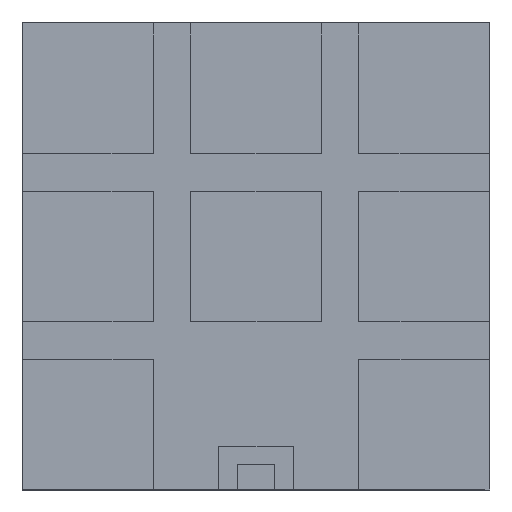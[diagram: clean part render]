
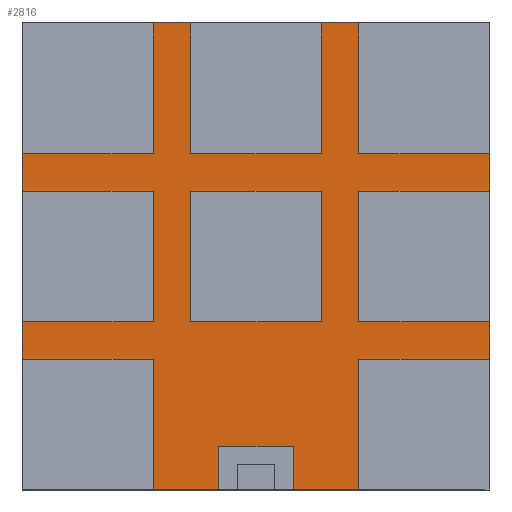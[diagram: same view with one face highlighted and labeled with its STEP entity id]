
A CAD part, front view. The second image highlights one B-rep face of the part: STEP entity #2816.
In plain terms, the highlighted planar face has unit normal (0, -1, 0).
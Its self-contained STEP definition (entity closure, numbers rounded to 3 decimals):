
#559 = LINE ( 'NONE', #19001, #8194 ) ;
#1592 = DIRECTION ( 'NONE',  ( 0., 0., 1. ) ) ;
#2043 = DIRECTION ( 'NONE',  ( 1., 0., 0. ) ) ;
#2113 = EDGE_CURVE ( 'NONE', #16652, #11392, #559, .T. ) ;
#2816 = ADVANCED_FACE ( 'NONE', ( #4815 ), #15246, .T. ) ;
#2915 = DIRECTION ( 'NONE',  ( 0., -1., 0. ) ) ;
#3508 = CARTESIAN_POINT ( 'NONE',  ( -14.904, 10.759, 10.476 ) ) ;
#3524 = CARTESIAN_POINT ( 'NONE',  ( 10.096, 10.759, 35.476 ) ) ;
#4581 = VERTEX_POINT ( 'NONE', #9434 ) ;
#4793 = ORIENTED_EDGE ( 'NONE', *, *, #2113, .F. ) ;
#4815 = FACE_OUTER_BOUND ( 'NONE', #15078, .T. ) ;
#6021 = VECTOR ( 'NONE', #17214, 1000. ) ;
#8194 = VECTOR ( 'NONE', #9807, 1000. ) ;
#9078 = CARTESIAN_POINT ( 'NONE',  ( 10.096, 10.759, 10.476 ) ) ;
#9434 = CARTESIAN_POINT ( 'NONE',  ( -14.904, 10.759, 35.476 ) ) ;
#9807 = DIRECTION ( 'NONE',  ( 0., 0., -1. ) ) ;
#10406 = AXIS2_PLACEMENT_3D ( 'NONE', #9078, #2915, #1592 ) ;
#11320 = EDGE_CURVE ( 'NONE', #4581, #16652, #13387, .T. ) ;
#11392 = VERTEX_POINT ( 'NONE', #16233 ) ;
#11474 = VECTOR ( 'NONE', #2043, 1000. ) ;
#12758 = CARTESIAN_POINT ( 'NONE',  ( 10.096, 10.759, 35.476 ) ) ;
#13197 = VECTOR ( 'NONE', #15476, 1000. ) ;
#13387 = LINE ( 'NONE', #12758, #11474 ) ;
#13447 = VERTEX_POINT ( 'NONE', #3508 ) ;
#13646 = ORIENTED_EDGE ( 'NONE', *, *, #13966, .F. ) ;
#13966 = EDGE_CURVE ( 'NONE', #13447, #4581, #14832, .T. ) ;
#14378 = CARTESIAN_POINT ( 'NONE',  ( -14.904, 10.759, 10.476 ) ) ;
#14832 = LINE ( 'NONE', #17161, #13197 ) ;
#15078 = EDGE_LOOP ( 'NONE', ( #17640, #4793, #17386, #13646 ) ) ;
#15246 = PLANE ( 'NONE',  #10406 ) ;
#15476 = DIRECTION ( 'NONE',  ( 0., 0., 1. ) ) ;
#16233 = CARTESIAN_POINT ( 'NONE',  ( 10.096, 10.759, 10.476 ) ) ;
#16652 = VERTEX_POINT ( 'NONE', #3524 ) ;
#17161 = CARTESIAN_POINT ( 'NONE',  ( -14.904, 10.759, 35.476 ) ) ;
#17214 = DIRECTION ( 'NONE',  ( -1., 0., 0. ) ) ;
#17240 = LINE ( 'NONE', #14378, #6021 ) ;
#17386 = ORIENTED_EDGE ( 'NONE', *, *, #11320, .F. ) ;
#17640 = ORIENTED_EDGE ( 'NONE', *, *, #18793, .F. ) ;
#18793 = EDGE_CURVE ( 'NONE', #11392, #13447, #17240, .T. ) ;
#19001 = CARTESIAN_POINT ( 'NONE',  ( 10.096, 10.759, 10.476 ) ) ;
